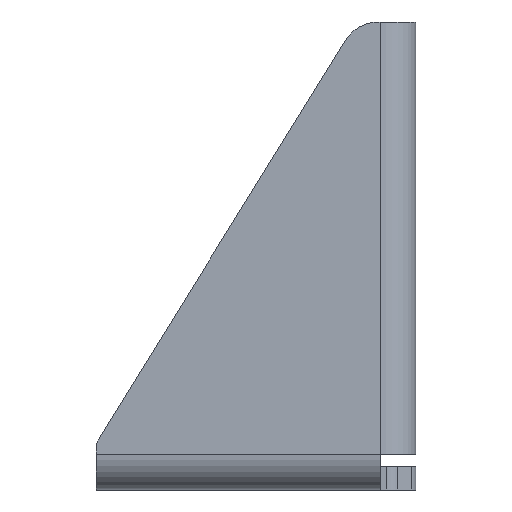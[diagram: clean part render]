
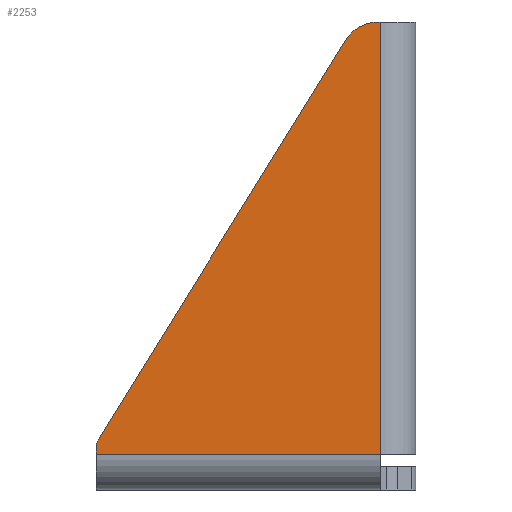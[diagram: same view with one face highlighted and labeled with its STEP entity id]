
A CAD part, left-side view. The second image highlights one B-rep face of the part: STEP entity #2253.
In plain terms, the highlighted planar face has unit normal (-1, 0, 0).
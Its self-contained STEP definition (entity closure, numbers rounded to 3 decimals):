
#73 = CARTESIAN_POINT ( 'NONE',  ( -34.588, -15.912, 57. ) ) ;
#136 = LINE ( 'NONE', #2665, #2404 ) ;
#146 = CARTESIAN_POINT ( 'NONE',  ( -34.587, 20.5, 1.587 ) ) ;
#236 = DIRECTION ( 'NONE',  ( 0., 1., 0. ) ) ;
#254 = AXIS2_PLACEMENT_3D ( 'NONE', #839, #1905, #344 ) ;
#344 = DIRECTION ( 'NONE',  ( 0., 0., -1. ) ) ;
#483 = EDGE_CURVE ( 'NONE', #2799, #2203, #1962, .T. ) ;
#516 = VERTEX_POINT ( 'NONE', #2143 ) ;
#539 = CARTESIAN_POINT ( 'NONE',  ( -34.587, 20.5, 1.587 ) ) ;
#571 = EDGE_CURVE ( 'NONE', #2549, #516, #2880, .T. ) ;
#720 = ORIENTED_EDGE ( 'NONE', *, *, #1889, .T. ) ;
#761 = CARTESIAN_POINT ( 'NONE',  ( -34.588, 0., 57. ) ) ;
#831 = DIRECTION ( 'NONE',  ( 0., 0., 1. ) ) ;
#839 = CARTESIAN_POINT ( 'NONE',  ( -34.587, 18.5, 2.431 ) ) ;
#886 = DIRECTION ( 'NONE',  ( 0., 0., -1. ) ) ;
#966 = DIRECTION ( 'NONE',  ( 0., 0.526, -0.85 ) ) ;
#1016 = VECTOR ( 'NONE', #236, 1000. ) ;
#1024 = DIRECTION ( 'NONE',  ( 0., 0., -1. ) ) ;
#1057 = DIRECTION ( 'NONE',  ( -1., 0., 0. ) ) ;
#1102 = ORIENTED_EDGE ( 'NONE', *, *, #2882, .F. ) ;
#1190 = EDGE_LOOP ( 'NONE', ( #1657, #1662, #2460, #1383, #1731, #1102, #720 ) ) ;
#1227 = EDGE_CURVE ( 'NONE', #2203, #2549, #2445, .T. ) ;
#1262 = AXIS2_PLACEMENT_3D ( 'NONE', #2380, #1057, #1024 ) ;
#1274 = CARTESIAN_POINT ( 'NONE',  ( -34.587, -15.913, 1.587 ) ) ;
#1322 = DIRECTION ( 'NONE',  ( 0., 1., 0. ) ) ;
#1383 = ORIENTED_EDGE ( 'NONE', *, *, #571, .T. ) ;
#1404 = EDGE_CURVE ( 'NONE', #516, #2505, #136, .T. ) ;
#1512 = LINE ( 'NONE', #2151, #2038 ) ;
#1554 = CARTESIAN_POINT ( 'NONE',  ( -34.587, 0., 0. ) ) ;
#1633 = LINE ( 'NONE', #761, #1016 ) ;
#1638 = EDGE_CURVE ( 'NONE', #2988, #2799, #1633, .T. ) ;
#1657 = ORIENTED_EDGE ( 'NONE', *, *, #1638, .T. ) ;
#1662 = ORIENTED_EDGE ( 'NONE', *, *, #483, .T. ) ;
#1731 = ORIENTED_EDGE ( 'NONE', *, *, #1404, .T. ) ;
#1797 = FACE_OUTER_BOUND ( 'NONE', #1190, .T. ) ;
#1889 = EDGE_CURVE ( 'NONE', #2269, #2988, #1512, .T. ) ;
#1905 = DIRECTION ( 'NONE',  ( -1., 0., 0. ) ) ;
#1962 = CIRCLE ( 'NONE', #1262, 5. ) ;
#2038 = VECTOR ( 'NONE', #831, 1000. ) ;
#2040 = CARTESIAN_POINT ( 'NONE',  ( -34.588, -11.447, 54.631 ) ) ;
#2055 = DIRECTION ( 'NONE',  ( 0., 0., -1. ) ) ;
#2063 = PLANE ( 'NONE',  #3219 ) ;
#2143 = CARTESIAN_POINT ( 'NONE',  ( -34.587, 20.5, 2.431 ) ) ;
#2146 = VECTOR ( 'NONE', #1322, 1000. ) ;
#2151 = CARTESIAN_POINT ( 'NONE',  ( -34.587, -15.912, 0. ) ) ;
#2203 = VERTEX_POINT ( 'NONE', #2040 ) ;
#2253 = ADVANCED_FACE ( 'NONE', ( #1797 ), #2063, .F. ) ;
#2269 = VERTEX_POINT ( 'NONE', #1274 ) ;
#2299 = DIRECTION ( 'NONE',  ( 1., 0., 0. ) ) ;
#2380 = CARTESIAN_POINT ( 'NONE',  ( -34.588, -15.698, 52. ) ) ;
#2404 = VECTOR ( 'NONE', #886, 1000. ) ;
#2445 = LINE ( 'NONE', #2523, #3001 ) ;
#2460 = ORIENTED_EDGE ( 'NONE', *, *, #1227, .T. ) ;
#2505 = VERTEX_POINT ( 'NONE', #146 ) ;
#2523 = CARTESIAN_POINT ( 'NONE',  ( -34.588, 16.167, 10.003 ) ) ;
#2549 = VERTEX_POINT ( 'NONE', #2980 ) ;
#2565 = CARTESIAN_POINT ( 'NONE',  ( -34.588, -15.698, 57. ) ) ;
#2665 = CARTESIAN_POINT ( 'NONE',  ( -34.587, 20.5, 0. ) ) ;
#2799 = VERTEX_POINT ( 'NONE', #2565 ) ;
#2880 = CIRCLE ( 'NONE', #254, 2. ) ;
#2882 = EDGE_CURVE ( 'NONE', #2269, #2505, #3237, .T. ) ;
#2980 = CARTESIAN_POINT ( 'NONE',  ( -34.588, 20.201, 3.484 ) ) ;
#2988 = VERTEX_POINT ( 'NONE', #73 ) ;
#3001 = VECTOR ( 'NONE', #966, 1000. ) ;
#3219 = AXIS2_PLACEMENT_3D ( 'NONE', #1554, #2299, #2055 ) ;
#3237 = LINE ( 'NONE', #539, #2146 ) ;
